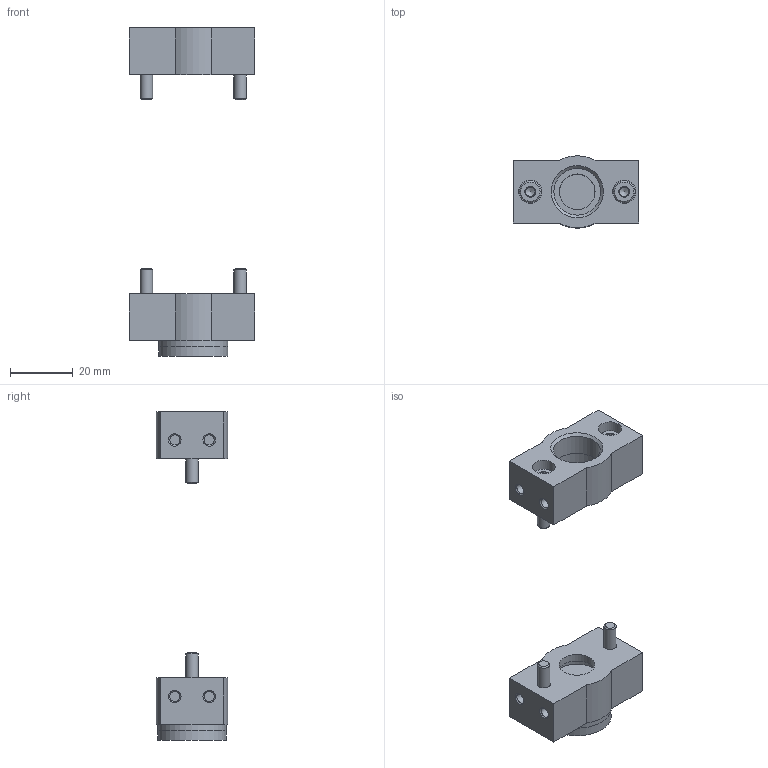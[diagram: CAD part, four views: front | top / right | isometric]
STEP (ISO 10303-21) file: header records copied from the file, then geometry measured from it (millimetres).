
FILE_DESCRIPTION(/* description */ ('STEP AP214'),/* implementation_level */ '2;1');
FILE_NAME(/* name */ '525034_LRBAS-3_8-D-MINI',/* time_stamp */ '2024-09-04T22:48:23+02:00',/* author */ ('License CC BY-ND 4.0'),/* organization */ ('CADENAS'),/* preprocessor_version */ 'ST-DEVELOPER v19.3',/* originating_system */ 'PARTsolutions',/* authorisation */ ' ');
FILE_SCHEMA (('AUTOMOTIVE_DESIGN {1 0 10303 214 3 1 1}'));
Length unit declared in the file: millimetre
Products named in the file (5): 525034 LRBAS-3/8-D-MINI; 525034 LRBAS-3/8-D-MINI---(p); DIN-912 - M4x16(F); DIN-908 G3/8A; 2225 O-3/8
Assembly tree (8 placements, depth 2):
  525034 LRBAS-3/8-D-MINI
    525034 LRBAS-3/8-D-MINI---(p)  x2
    DIN-912 - M4x16(F)  x4
    DIN-908 G3/8A
    2225 O-3/8
Bounding box: 40 x 23 x 105 mm (x, y, z)
Volume: 21970.1 mm3; surface area: 13447.6 mm2
Topology: 8 solids, 8 shells, 196 faces, 382 edges, 221 vertices
Faces by surface type: plane 101, cone 60, cylinder 35
Full cylindrical faces by diameter (mm): 3.242 x4, 4 x4, 4.3 x4, 7 x4, 7.4 x4, 10.2 x1, 11.4 x2, 14.95 x2, 16.662 x1, 16.8 x1, 17.2 x2, 22 x2
Entity records: 2221 total; most frequent: CARTESIAN_POINT 387, DIRECTION 378, ORIENTED_EDGE 278, AXIS2_PLACEMENT_3D 158, EDGE_CURVE 139, FACE_BOUND 132, EDGE_LOOP 130, VERTEX_POINT 103
